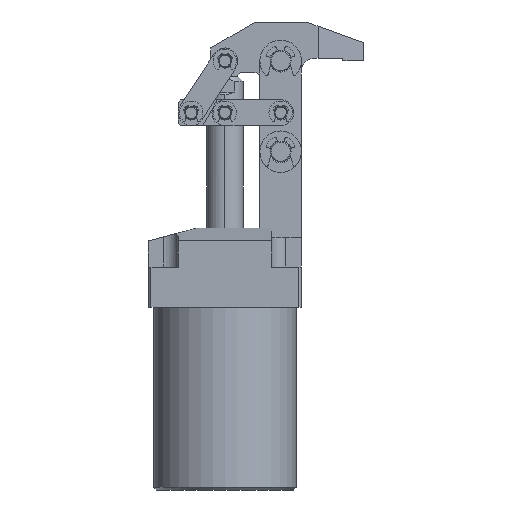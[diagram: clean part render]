
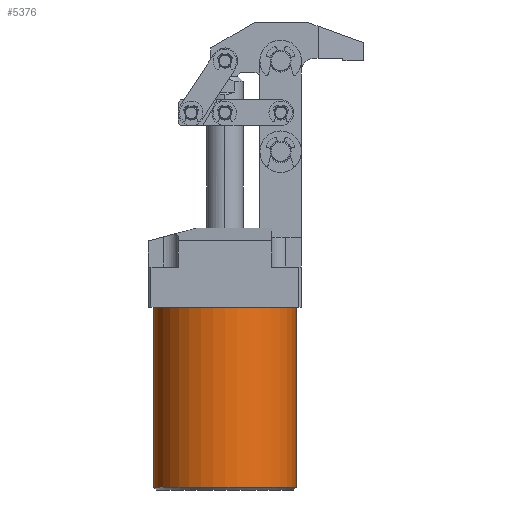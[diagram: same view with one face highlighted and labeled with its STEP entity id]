
A CAD part, front view. The second image highlights one B-rep face of the part: STEP entity #5376.
In plain terms, the highlighted cylindrical face has radius 27.5 mm (diameter 55 mm), a partial arc.
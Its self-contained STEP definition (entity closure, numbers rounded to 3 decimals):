
#1276 = EDGE_CURVE ( 'NONE', #4685, #4686, #6102, .T. ) ;
#1328 = EDGE_CURVE ( 'NONE', #11669, #12523, #12128, .T. ) ;
#2367 = CARTESIAN_POINT ( 'NONE',  ( 27.5, 0., 0. ) ) ;
#2451 = CARTESIAN_POINT ( 'NONE',  ( -27.5, 0., 0. ) ) ;
#4085 = AXIS2_PLACEMENT_3D ( 'NONE', #13306, #13307, #13308 ) ;
#4095 = AXIS2_PLACEMENT_3D ( 'NONE', #12583, #12584, #12585 ) ;
#4262 = EDGE_CURVE ( 'NONE', #4685, #12523, #5822, .T. ) ;
#4264 = EDGE_CURVE ( 'NONE', #4686, #11669, #5818, .T. ) ;
#4685 = VERTEX_POINT ( 'NONE', #6443 ) ;
#4686 = VERTEX_POINT ( 'NONE', #6444 ) ;
#4740 = EDGE_LOOP ( 'NONE', ( #11002, #11019, #11016, #11017 ) ) ;
#5376 = ADVANCED_FACE ( 'NONE', ( #5694 ), #5681, .T. ) ;
#5681 = CYLINDRICAL_SURFACE ( 'NONE', #9697, 27.5 ) ;
#5694 = FACE_OUTER_BOUND ( 'NONE', #4740, .T. ) ;
#5816 = VECTOR ( 'NONE', #8163, 1000. ) ;
#5818 = LINE ( 'NONE', #8162, #5816 ) ;
#5819 = VECTOR ( 'NONE', #8168, 1000. ) ;
#5822 = LINE ( 'NONE', #8167, #5819 ) ;
#6102 = CIRCLE ( 'NONE', #4085, 27.5 ) ;
#6443 = CARTESIAN_POINT ( 'NONE',  ( -27.5, 0., -69.5 ) ) ;
#6444 = CARTESIAN_POINT ( 'NONE',  ( 27.5, 0., -69.5 ) ) ;
#6611 = DIRECTION ( 'NONE',  ( 1., 0., 0. ) ) ;
#6613 = DIRECTION ( 'NONE',  ( 0., 0., 1. ) ) ;
#6615 = CARTESIAN_POINT ( 'NONE',  ( 0., 0., -70.5 ) ) ;
#8162 = CARTESIAN_POINT ( 'NONE',  ( 27.5, 0., -70.5 ) ) ;
#8163 = DIRECTION ( 'NONE',  ( 0., 0., 1. ) ) ;
#8167 = CARTESIAN_POINT ( 'NONE',  ( -27.5, 0., -70.5 ) ) ;
#8168 = DIRECTION ( 'NONE',  ( 0., 0., 1. ) ) ;
#9697 = AXIS2_PLACEMENT_3D ( 'NONE', #6615, #6613, #6611 ) ;
#11002 = ORIENTED_EDGE ( 'NONE', *, *, #4262, .F. ) ;
#11016 = ORIENTED_EDGE ( 'NONE', *, *, #4264, .T. ) ;
#11017 = ORIENTED_EDGE ( 'NONE', *, *, #1328, .T. ) ;
#11019 = ORIENTED_EDGE ( 'NONE', *, *, #1276, .T. ) ;
#11669 = VERTEX_POINT ( 'NONE', #2367 ) ;
#12128 = CIRCLE ( 'NONE', #4095, 27.5 ) ;
#12523 = VERTEX_POINT ( 'NONE', #2451 ) ;
#12583 = CARTESIAN_POINT ( 'NONE',  ( 0., 0., 0. ) ) ;
#12584 = DIRECTION ( 'NONE',  ( 0., 0., -1. ) ) ;
#12585 = DIRECTION ( 'NONE',  ( -1., 0., 0. ) ) ;
#13306 = CARTESIAN_POINT ( 'NONE',  ( 0., 0., -69.5 ) ) ;
#13307 = DIRECTION ( 'NONE',  ( 0., 0., 1. ) ) ;
#13308 = DIRECTION ( 'NONE',  ( -1., 0., 0. ) ) ;
